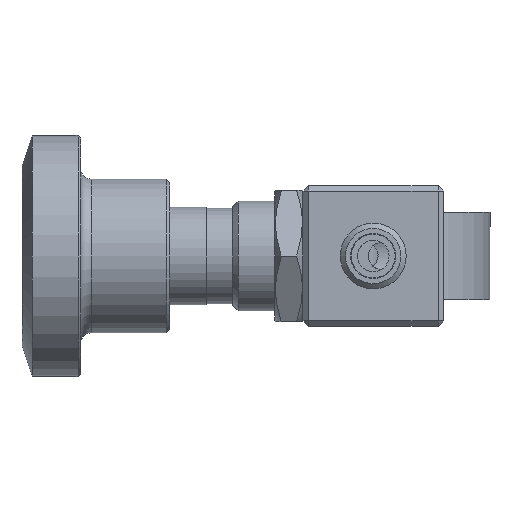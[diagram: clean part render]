
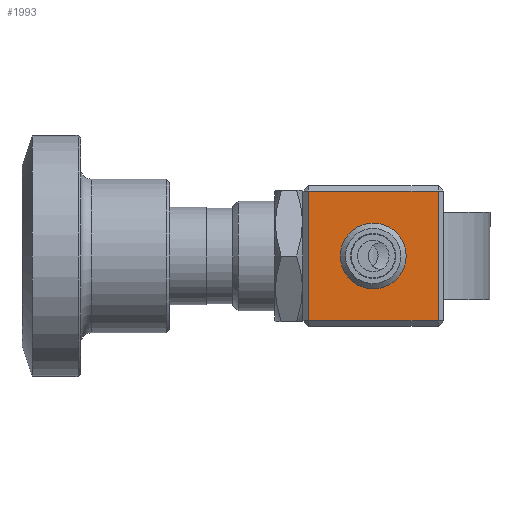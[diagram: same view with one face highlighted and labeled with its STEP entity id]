
A CAD part, left-side view. The second image highlights one B-rep face of the part: STEP entity #1993.
In plain terms, the highlighted planar face has unit normal (-1, 0, 0).
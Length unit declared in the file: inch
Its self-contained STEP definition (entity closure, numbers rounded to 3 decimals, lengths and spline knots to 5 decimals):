
#49=LINE('',#3169,#174);
#50=LINE('',#3171,#175);
#51=LINE('',#3173,#176);
#52=LINE('',#3174,#177);
#174=VECTOR('',#2541,0.74);
#175=VECTOR('',#2542,0.74);
#176=VECTOR('',#2543,0.74);
#177=VECTOR('',#2544,0.74);
#329=FACE_BOUND('',#619,.T.);
#455=FACE_OUTER_BOUND('',#618,.T.);
#618=EDGE_LOOP('',(#1393,#1394,#1395,#1396));
#619=EDGE_LOOP('',(#1397));
#796=CIRCLE('',#2159,0.1875);
#882=VERTEX_POINT('',#2991);
#918=VERTEX_POINT('',#3167);
#919=VERTEX_POINT('',#3168);
#920=VERTEX_POINT('',#3170);
#921=VERTEX_POINT('',#3172);
#1060=EDGE_CURVE('',#882,#882,#796,.T.);
#1100=EDGE_CURVE('',#918,#919,#49,.T.);
#1101=EDGE_CURVE('',#920,#918,#50,.T.);
#1102=EDGE_CURVE('',#921,#920,#51,.T.);
#1103=EDGE_CURVE('',#919,#921,#52,.T.);
#1393=ORIENTED_EDGE('',*,*,#1100,.F.);
#1394=ORIENTED_EDGE('',*,*,#1101,.F.);
#1395=ORIENTED_EDGE('',*,*,#1102,.F.);
#1396=ORIENTED_EDGE('',*,*,#1103,.F.);
#1397=ORIENTED_EDGE('',*,*,#1060,.T.);
#1753=PLANE('',#2201);
#1993=ADVANCED_FACE('',(#455,#329),#1753,.T.);
#2159=AXIS2_PLACEMENT_3D('',#2992,#2440,#2441);
#2201=AXIS2_PLACEMENT_3D('',#3166,#2539,#2540);
#2440=DIRECTION('center_axis',(1.,0.,0.));
#2441=DIRECTION('ref_axis',(0.,-1.,0.));
#2539=DIRECTION('center_axis',(-1.,0.,0.));
#2540=DIRECTION('ref_axis',(0.,0.,1.));
#2541=DIRECTION('',(0.,0.,-1.));
#2542=DIRECTION('',(0.,-1.,0.));
#2543=DIRECTION('',(0.,0.,1.));
#2544=DIRECTION('',(0.,1.,0.));
#2991=CARTESIAN_POINT('',(-0.4,0.1875,0.));
#2992=CARTESIAN_POINT('Origin',(-0.4,0.,0.));
#3166=CARTESIAN_POINT('Origin',(-0.4,-0.4,0.));
#3167=CARTESIAN_POINT('',(-0.4,-0.37,0.37));
#3168=CARTESIAN_POINT('',(-0.4,-0.37,-0.37));
#3169=CARTESIAN_POINT('',(-0.4,-0.37,0.37));
#3170=CARTESIAN_POINT('',(-0.4,0.37,0.37));
#3171=CARTESIAN_POINT('',(-0.4,0.37,0.37));
#3172=CARTESIAN_POINT('',(-0.4,0.37,-0.37));
#3173=CARTESIAN_POINT('',(-0.4,0.37,-0.37));
#3174=CARTESIAN_POINT('',(-0.4,-0.37,-0.37));
